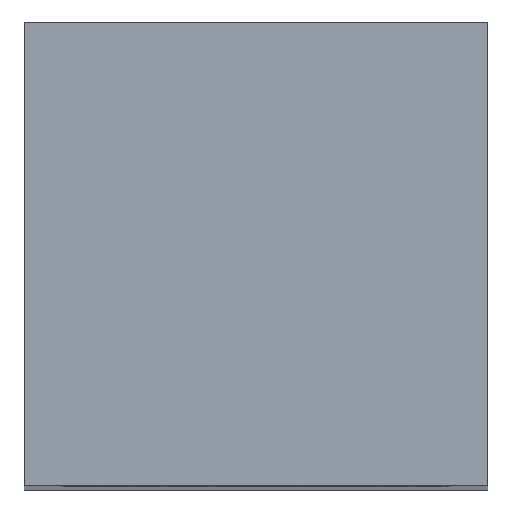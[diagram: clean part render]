
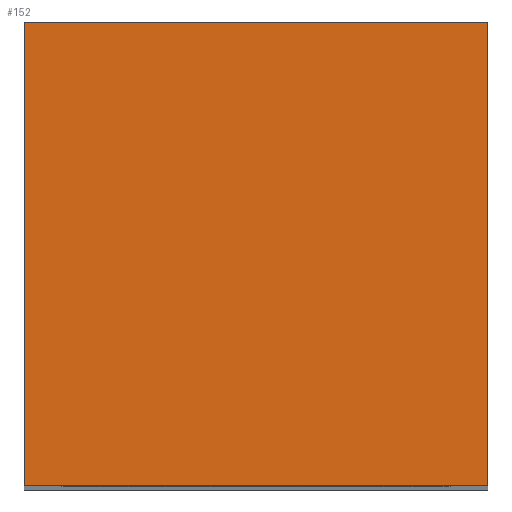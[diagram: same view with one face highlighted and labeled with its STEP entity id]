
A CAD part, top view. The second image highlights one B-rep face of the part: STEP entity #152.
In plain terms, the highlighted planar face has unit normal (0, 0, 1).
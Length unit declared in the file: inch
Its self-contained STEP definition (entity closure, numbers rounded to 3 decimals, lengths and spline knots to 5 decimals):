
#6 = ORIENTED_EDGE ( 'NONE', *, *, #280, .F. ) ;
#8 = DIRECTION ( 'NONE',  ( 0., 1., 0. ) ) ;
#30 = EDGE_CURVE ( 'NONE', #522, #583, #393, .T. ) ;
#59 = CARTESIAN_POINT ( 'NONE',  ( -0.15748, 0., 0. ) ) ;
#69 = AXIS2_PLACEMENT_3D ( 'NONE', #326, #134, #327 ) ;
#76 = DIRECTION ( 'NONE',  ( -1., 0., 0. ) ) ;
#98 = VECTOR ( 'NONE', #76, 39.37008 ) ;
#134 = DIRECTION ( 'NONE',  ( 0., 0., -1. ) ) ;
#152 = ADVANCED_FACE ( 'NONE', ( #281 ), #466, .F. ) ;
#173 = CARTESIAN_POINT ( 'NONE',  ( 0.15748, 0.15748, 0. ) ) ;
#205 = VERTEX_POINT ( 'NONE', #612 ) ;
#209 = CARTESIAN_POINT ( 'NONE',  ( 0.15748, 0., 0. ) ) ;
#248 = EDGE_LOOP ( 'NONE', ( #350, #475, #6, #250 ) ) ;
#250 = ORIENTED_EDGE ( 'NONE', *, *, #273, .F. ) ;
#273 = EDGE_CURVE ( 'NONE', #583, #205, #488, .T. ) ;
#280 = EDGE_CURVE ( 'NONE', #205, #490, #324, .T. ) ;
#281 = FACE_OUTER_BOUND ( 'NONE', #248, .T. ) ;
#294 = VECTOR ( 'NONE', #369, 39.37008 ) ;
#324 = LINE ( 'NONE', #416, #294 ) ;
#326 = CARTESIAN_POINT ( 'NONE',  ( 0., 0., 0. ) ) ;
#327 = DIRECTION ( 'NONE',  ( -1., 0., 0. ) ) ;
#350 = ORIENTED_EDGE ( 'NONE', *, *, #30, .F. ) ;
#369 = DIRECTION ( 'NONE',  ( 1., 0., 0. ) ) ;
#393 = LINE ( 'NONE', #397, #98 ) ;
#397 = CARTESIAN_POINT ( 'NONE',  ( 0., -0.15748, 0. ) ) ;
#398 = DIRECTION ( 'NONE',  ( 0., -1., 0. ) ) ;
#411 = CARTESIAN_POINT ( 'NONE',  ( 0.15748, -0.15748, 0. ) ) ;
#416 = CARTESIAN_POINT ( 'NONE',  ( 0., 0.15748, 0. ) ) ;
#433 = VECTOR ( 'NONE', #398, 39.37008 ) ;
#458 = VECTOR ( 'NONE', #8, 39.37008 ) ;
#466 = PLANE ( 'NONE',  #69 ) ;
#475 = ORIENTED_EDGE ( 'NONE', *, *, #484, .F. ) ;
#484 = EDGE_CURVE ( 'NONE', #490, #522, #496, .T. ) ;
#488 = LINE ( 'NONE', #59, #458 ) ;
#490 = VERTEX_POINT ( 'NONE', #173 ) ;
#496 = LINE ( 'NONE', #209, #433 ) ;
#508 = CARTESIAN_POINT ( 'NONE',  ( -0.15748, -0.15748, 0. ) ) ;
#522 = VERTEX_POINT ( 'NONE', #411 ) ;
#583 = VERTEX_POINT ( 'NONE', #508 ) ;
#612 = CARTESIAN_POINT ( 'NONE',  ( -0.15748, 0.15748, 0. ) ) ;
